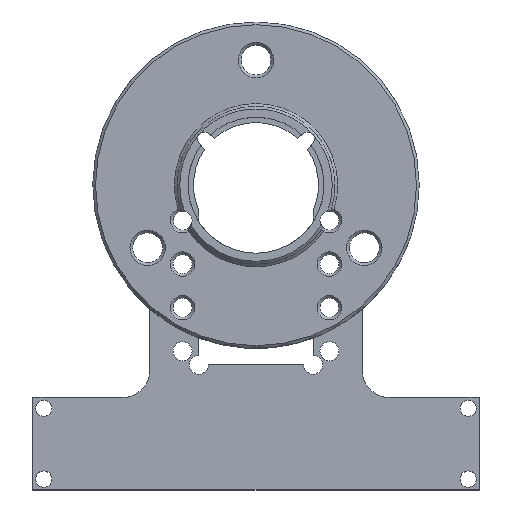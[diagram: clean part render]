
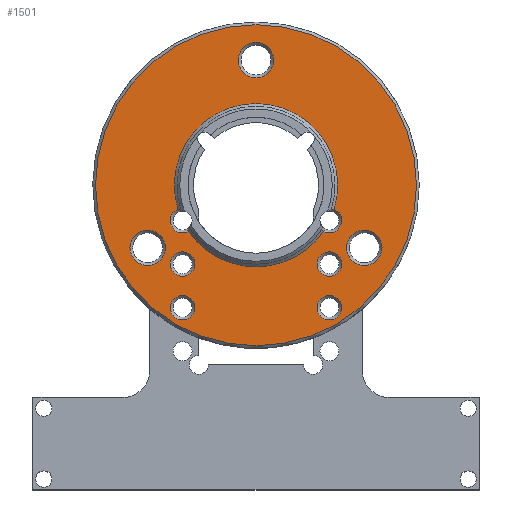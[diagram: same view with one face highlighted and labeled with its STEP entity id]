
A CAD part, top view. The second image highlights one B-rep face of the part: STEP entity #1501.
In plain terms, the highlighted planar face has unit normal (0, 0, 1).
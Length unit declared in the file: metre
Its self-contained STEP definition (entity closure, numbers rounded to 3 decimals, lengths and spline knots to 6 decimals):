
#149=CIRCLE('',#1663,0.015);
#150=CIRCLE('',#1664,0.00225);
#151=CIRCLE('',#1665,0.015);
#152=CIRCLE('',#1666,0.00225);
#153=CIRCLE('',#1667,0.00225);
#154=CIRCLE('',#1668,0.00225);
#155=CIRCLE('',#1669,0.00225);
#156=CIRCLE('',#1670,0.00225);
#157=CIRCLE('',#1671,0.00325);
#158=CIRCLE('',#1672,0.00325);
#159=CIRCLE('',#1673,0.00325);
#160=CIRCLE('',#1674,0.0295);
#418=ORIENTED_EDGE('',*,*,#744,.T.);
#419=ORIENTED_EDGE('',*,*,#745,.T.);
#420=ORIENTED_EDGE('',*,*,#746,.T.);
#421=ORIENTED_EDGE('',*,*,#747,.T.);
#422=ORIENTED_EDGE('',*,*,#748,.T.);
#423=ORIENTED_EDGE('',*,*,#749,.T.);
#424=ORIENTED_EDGE('',*,*,#750,.T.);
#425=ORIENTED_EDGE('',*,*,#751,.T.);
#426=ORIENTED_EDGE('',*,*,#752,.T.);
#427=ORIENTED_EDGE('',*,*,#753,.T.);
#428=ORIENTED_EDGE('',*,*,#754,.T.);
#429=ORIENTED_EDGE('',*,*,#755,.T.);
#744=EDGE_CURVE('',#916,#917,#149,.F.);
#745=EDGE_CURVE('',#917,#918,#150,.F.);
#746=EDGE_CURVE('',#918,#919,#151,.F.);
#747=EDGE_CURVE('',#919,#916,#152,.F.);
#748=EDGE_CURVE('',#920,#920,#153,.F.);
#749=EDGE_CURVE('',#921,#921,#154,.F.);
#750=EDGE_CURVE('',#922,#922,#155,.F.);
#751=EDGE_CURVE('',#923,#923,#156,.F.);
#752=EDGE_CURVE('',#924,#924,#157,.F.);
#753=EDGE_CURVE('',#925,#925,#158,.F.);
#754=EDGE_CURVE('',#926,#926,#159,.F.);
#755=EDGE_CURVE('',#927,#927,#160,.T.);
#916=VERTEX_POINT('',#2513);
#917=VERTEX_POINT('',#2514);
#918=VERTEX_POINT('',#2516);
#919=VERTEX_POINT('',#2518);
#920=VERTEX_POINT('',#2521);
#921=VERTEX_POINT('',#2523);
#922=VERTEX_POINT('',#2525);
#923=VERTEX_POINT('',#2527);
#924=VERTEX_POINT('',#2529);
#925=VERTEX_POINT('',#2531);
#926=VERTEX_POINT('',#2533);
#927=VERTEX_POINT('',#2535);
#1223=EDGE_LOOP('',(#418,#419,#420,#421));
#1224=EDGE_LOOP('',(#422));
#1225=EDGE_LOOP('',(#423));
#1226=EDGE_LOOP('',(#424));
#1227=EDGE_LOOP('',(#425));
#1228=EDGE_LOOP('',(#426));
#1229=EDGE_LOOP('',(#427));
#1230=EDGE_LOOP('',(#428));
#1231=EDGE_LOOP('',(#429));
#1361=FACE_BOUND('',#1223,.T.);
#1362=FACE_BOUND('',#1224,.T.);
#1363=FACE_BOUND('',#1225,.T.);
#1364=FACE_BOUND('',#1226,.T.);
#1365=FACE_BOUND('',#1227,.T.);
#1366=FACE_BOUND('',#1228,.T.);
#1367=FACE_BOUND('',#1229,.T.);
#1368=FACE_BOUND('',#1230,.T.);
#1369=FACE_BOUND('',#1231,.T.);
#1447=PLANE('',#1662);
#1501=ADVANCED_FACE('',(#1361,#1362,#1363,#1364,#1365,#1366,#1367,#1368,
#1369),#1447,.T.);
#1662=AXIS2_PLACEMENT_3D('',#2511,#2023,#2024);
#1663=AXIS2_PLACEMENT_3D('',#2512,#2025,#2026);
#1664=AXIS2_PLACEMENT_3D('',#2515,#2027,#2028);
#1665=AXIS2_PLACEMENT_3D('',#2517,#2029,#2030);
#1666=AXIS2_PLACEMENT_3D('',#2519,#2031,#2032);
#1667=AXIS2_PLACEMENT_3D('',#2520,#2033,#2034);
#1668=AXIS2_PLACEMENT_3D('',#2522,#2035,#2036);
#1669=AXIS2_PLACEMENT_3D('',#2524,#2037,#2038);
#1670=AXIS2_PLACEMENT_3D('',#2526,#2039,#2040);
#1671=AXIS2_PLACEMENT_3D('',#2528,#2041,#2042);
#1672=AXIS2_PLACEMENT_3D('',#2530,#2043,#2044);
#1673=AXIS2_PLACEMENT_3D('',#2532,#2045,#2046);
#1674=AXIS2_PLACEMENT_3D('',#2534,#2047,#2048);
#2023=DIRECTION('',(0.,0.,1.));
#2024=DIRECTION('',(1.,0.,0.));
#2025=DIRECTION('',(0.,0.,1.));
#2026=DIRECTION('',(1.,0.,0.));
#2027=DIRECTION('',(0.,0.,1.));
#2028=DIRECTION('',(1.,0.,0.));
#2029=DIRECTION('',(0.,0.,1.));
#2030=DIRECTION('',(1.,0.,0.));
#2031=DIRECTION('',(0.,0.,1.));
#2032=DIRECTION('',(1.,0.,0.));
#2033=DIRECTION('',(0.,0.,1.));
#2034=DIRECTION('',(1.,0.,0.));
#2035=DIRECTION('',(0.,0.,1.));
#2036=DIRECTION('',(1.,0.,0.));
#2037=DIRECTION('',(0.,0.,1.));
#2038=DIRECTION('',(1.,0.,0.));
#2039=DIRECTION('',(0.,0.,1.));
#2040=DIRECTION('',(1.,0.,0.));
#2041=DIRECTION('',(0.,0.,1.));
#2042=DIRECTION('',(1.,0.,0.));
#2043=DIRECTION('',(0.,0.,1.));
#2044=DIRECTION('',(1.,0.,0.));
#2045=DIRECTION('',(0.,0.,1.));
#2046=DIRECTION('',(1.,0.,0.));
#2047=DIRECTION('',(0.,0.,1.));
#2048=DIRECTION('',(1.,0.,0.));
#2511=CARTESIAN_POINT('',(0.,-0.006,0.021));
#2512=CARTESIAN_POINT('',(0.,0.,0.021));
#2513=CARTESIAN_POINT('',(-0.014337,-0.004411,0.021));
#2514=CARTESIAN_POINT('',(0.014337,-0.004411,0.021));
#2515=CARTESIAN_POINT('',(0.0135,-0.0065,0.021));
#2516=CARTESIAN_POINT('',(0.012389,-0.008457,0.021));
#2517=CARTESIAN_POINT('',(0.,0.,0.021));
#2518=CARTESIAN_POINT('',(-0.012389,-0.008457,0.021));
#2519=CARTESIAN_POINT('',(-0.0135,-0.0065,0.021));
#2520=CARTESIAN_POINT('',(0.0135,-0.0225,0.021));
#2521=CARTESIAN_POINT('',(0.01575,-0.0225,0.021));
#2522=CARTESIAN_POINT('',(0.0135,-0.0145,0.021));
#2523=CARTESIAN_POINT('',(0.01575,-0.0145,0.021));
#2524=CARTESIAN_POINT('',(-0.0135,-0.0225,0.021));
#2525=CARTESIAN_POINT('',(-0.01125,-0.0225,0.021));
#2526=CARTESIAN_POINT('',(-0.0135,-0.0145,0.021));
#2527=CARTESIAN_POINT('',(-0.01125,-0.0145,0.021));
#2528=CARTESIAN_POINT('',(0.019919,-0.0115,0.021));
#2529=CARTESIAN_POINT('',(0.023169,-0.0115,0.021));
#2530=CARTESIAN_POINT('',(-0.019919,-0.0115,0.021));
#2531=CARTESIAN_POINT('',(-0.016669,-0.0115,0.021));
#2532=CARTESIAN_POINT('',(0.,0.023,0.021));
#2533=CARTESIAN_POINT('',(0.00325,0.023,0.021));
#2534=CARTESIAN_POINT('',(0.,0.,0.021));
#2535=CARTESIAN_POINT('',(0.0295,0.,0.021));
